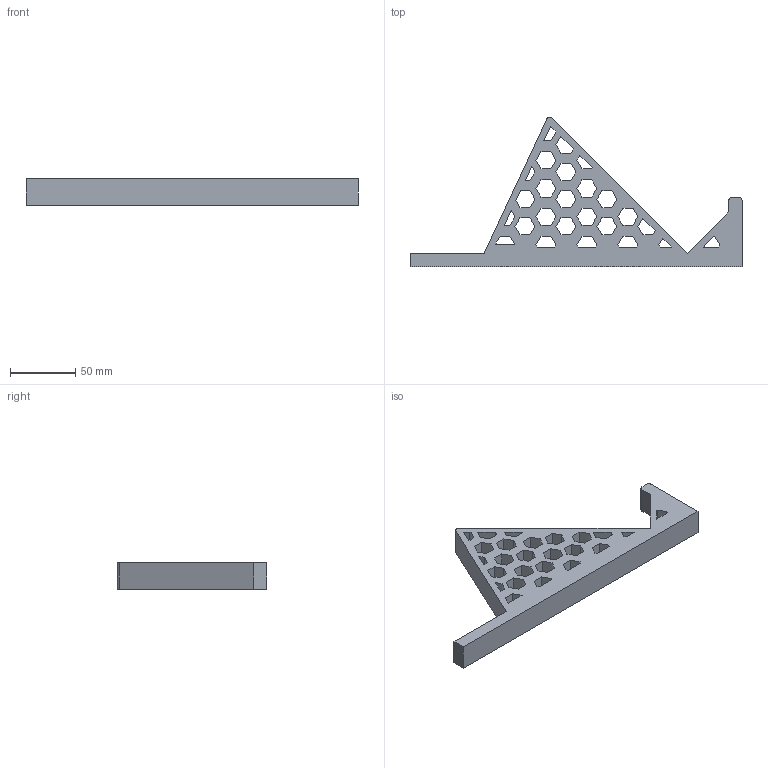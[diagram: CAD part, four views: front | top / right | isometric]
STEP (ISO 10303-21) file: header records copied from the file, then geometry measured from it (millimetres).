
FILE_DESCRIPTION(/* description */ (''),/* implementation_level */ '2;1');
FILE_NAME(/* name */ 'textbook holder.step',/* time_stamp */ '2024-08-27T11:39:16-07:00',/* author */ (''),/* organization */ (''),/* preprocessor_version */ 'ST-DEVELOPER v20',/* originating_system */ 'Autodesk Translation Framework v13.14.0.145',/* authorisation */ '');
FILE_SCHEMA (('AUTOMOTIVE_DESIGN { 1 0 10303 214 3 1 1 }'));
Length unit declared in the file: inch
Products named in the file (1): textbook holder
Bounding box: 253.95 x 114.24 x 20 mm (x, y, z)
Volume: 178319 mm3; surface area: 52166.1 mm2
Topology: 1 solids, 1 shells, 153 faces, 453 edges, 302 vertices
Faces by surface type: plane 150, cylinder 3
Entity records: 5148 total; most frequent: CARTESIAN_POINT 909, ORIENTED_EDGE 906, DIRECTION 767, EDGE_CURVE 453, LINE 447, VECTOR 447, VERTEX_POINT 302, EDGE_LOOP 203
